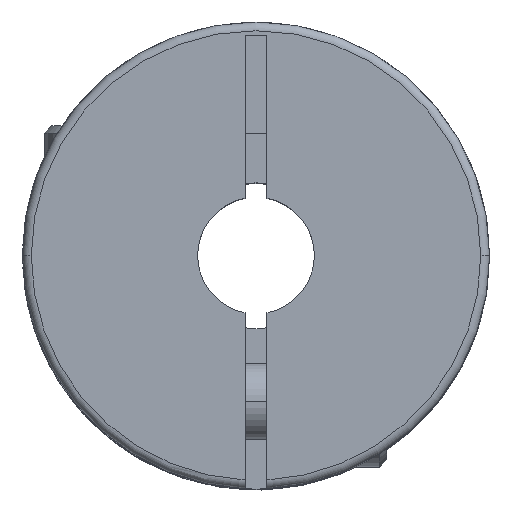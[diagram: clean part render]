
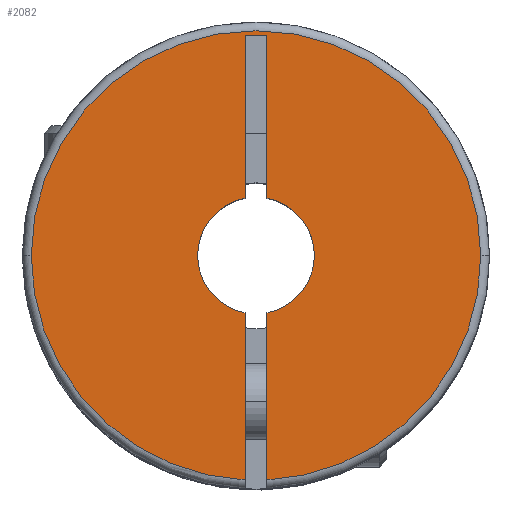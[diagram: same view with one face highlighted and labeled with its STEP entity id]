
A CAD part, top view. The second image highlights one B-rep face of the part: STEP entity #2082.
In plain terms, the highlighted planar face has unit normal (0, 0, 1).
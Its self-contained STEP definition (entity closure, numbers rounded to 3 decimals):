
#22 = ORIENTED_EDGE ( 'NONE', *, *, #650, .F. ) ;
#38 = CARTESIAN_POINT ( 'NONE',  ( 0.375, 1.965, 0. ) ) ;
#50 = CIRCLE ( 'NONE', #193, 7.7 ) ;
#74 = CARTESIAN_POINT ( 'NONE',  ( -2., 0., 0. ) ) ;
#112 = ORIENTED_EDGE ( 'NONE', *, *, #2529, .F. ) ;
#181 = CARTESIAN_POINT ( 'NONE',  ( -0.375, 7.55, 0. ) ) ;
#186 = LINE ( 'NONE', #1166, #1088 ) ;
#193 = AXIS2_PLACEMENT_3D ( 'NONE', #4166, #1235, #995 ) ;
#196 = DIRECTION ( 'NONE',  ( 0., -1., 0. ) ) ;
#330 = AXIS2_PLACEMENT_3D ( 'NONE', #511, #2776, #4091 ) ;
#363 = DIRECTION ( 'NONE',  ( 0., 0., -1. ) ) ;
#403 = CARTESIAN_POINT ( 'NONE',  ( 0., 0., 0. ) ) ;
#445 = PLANE ( 'NONE',  #3050 ) ;
#511 = CARTESIAN_POINT ( 'NONE',  ( 0., 0., 0. ) ) ;
#603 = VERTEX_POINT ( 'NONE', #655 ) ;
#650 = EDGE_CURVE ( 'NONE', #1637, #3792, #50, .T. ) ;
#655 = CARTESIAN_POINT ( 'NONE',  ( 0.375, 7.55, 0. ) ) ;
#693 = ORIENTED_EDGE ( 'NONE', *, *, #3153, .F. ) ;
#701 = DIRECTION ( 'NONE',  ( -1., 0., 0. ) ) ;
#732 = CIRCLE ( 'NONE', #1672, 7.7 ) ;
#748 = EDGE_CURVE ( 'NONE', #3056, #1621, #1475, .T. ) ;
#749 = DIRECTION ( 'NONE',  ( 0., 0., -1. ) ) ;
#783 = CARTESIAN_POINT ( 'NONE',  ( 7.7, 0., 0. ) ) ;
#864 = VERTEX_POINT ( 'NONE', #1078 ) ;
#869 = CARTESIAN_POINT ( 'NONE',  ( -0.375, 7.55, 0. ) ) ;
#881 = LINE ( 'NONE', #965, #3467 ) ;
#965 = CARTESIAN_POINT ( 'NONE',  ( 0.375, -8., 0. ) ) ;
#995 = DIRECTION ( 'NONE',  ( -1., 0., 0. ) ) ;
#1003 = VERTEX_POINT ( 'NONE', #2425 ) ;
#1078 = CARTESIAN_POINT ( 'NONE',  ( 0.375, -7.691, 0. ) ) ;
#1088 = VECTOR ( 'NONE', #3457, 1000. ) ;
#1124 = DIRECTION ( 'NONE',  ( 0., 0., -1. ) ) ;
#1166 = CARTESIAN_POINT ( 'NONE',  ( -0.375, 7.55, 0. ) ) ;
#1178 = CIRCLE ( 'NONE', #330, 2. ) ;
#1235 = DIRECTION ( 'NONE',  ( 0., 0., -1. ) ) ;
#1354 = EDGE_CURVE ( 'NONE', #2319, #3542, #1178, .T. ) ;
#1399 = ORIENTED_EDGE ( 'NONE', *, *, #3023, .T. ) ;
#1430 = CARTESIAN_POINT ( 'NONE',  ( 0., 0., 0. ) ) ;
#1435 = EDGE_CURVE ( 'NONE', #3056, #603, #881, .T. ) ;
#1475 = CIRCLE ( 'NONE', #2061, 2. ) ;
#1493 = LINE ( 'NONE', #869, #1690 ) ;
#1542 = VERTEX_POINT ( 'NONE', #1882 ) ;
#1550 = CARTESIAN_POINT ( 'NONE',  ( 0., 0., 0. ) ) ;
#1621 = VERTEX_POINT ( 'NONE', #3956 ) ;
#1637 = VERTEX_POINT ( 'NONE', #1984 ) ;
#1672 = AXIS2_PLACEMENT_3D ( 'NONE', #2470, #1124, #2430 ) ;
#1690 = VECTOR ( 'NONE', #196, 1000. ) ;
#1738 = AXIS2_PLACEMENT_3D ( 'NONE', #403, #363, #2620 ) ;
#1882 = CARTESIAN_POINT ( 'NONE',  ( -0.375, -7.691, 0. ) ) ;
#1960 = LINE ( 'NONE', #3609, #3583 ) ;
#1984 = CARTESIAN_POINT ( 'NONE',  ( -7.7, 0., 0. ) ) ;
#2015 = AXIS2_PLACEMENT_3D ( 'NONE', #1550, #4106, #2476 ) ;
#2061 = AXIS2_PLACEMENT_3D ( 'NONE', #2641, #3283, #3016 ) ;
#2074 = LINE ( 'NONE', #3040, #3793 ) ;
#2082 = ADVANCED_FACE ( 'NONE', ( #3356 ), #445, .F. ) ;
#2142 = CIRCLE ( 'NONE', #1738, 2. ) ;
#2181 = DIRECTION ( 'NONE',  ( 0., 1., 0. ) ) ;
#2195 = CARTESIAN_POINT ( 'NONE',  ( -0.375, -1.965, 0. ) ) ;
#2293 = EDGE_CURVE ( 'NONE', #1542, #1637, #3250, .T. ) ;
#2319 = VERTEX_POINT ( 'NONE', #2195 ) ;
#2425 = CARTESIAN_POINT ( 'NONE',  ( -0.375, 1.965, 0. ) ) ;
#2430 = DIRECTION ( 'NONE',  ( -1., 0., 0. ) ) ;
#2470 = CARTESIAN_POINT ( 'NONE',  ( 0., 0., 0. ) ) ;
#2476 = DIRECTION ( 'NONE',  ( -1., 0., 0. ) ) ;
#2529 = EDGE_CURVE ( 'NONE', #864, #1621, #2074, .T. ) ;
#2582 = EDGE_CURVE ( 'NONE', #3481, #1003, #186, .T. ) ;
#2620 = DIRECTION ( 'NONE',  ( -1., 0., 0. ) ) ;
#2641 = CARTESIAN_POINT ( 'NONE',  ( 0., 0., 0. ) ) ;
#2731 = ORIENTED_EDGE ( 'NONE', *, *, #2582, .F. ) ;
#2776 = DIRECTION ( 'NONE',  ( 0., 0., -1. ) ) ;
#2796 = EDGE_CURVE ( 'NONE', #2319, #1542, #1493, .T. ) ;
#2984 = EDGE_CURVE ( 'NONE', #603, #3481, #1960, .T. ) ;
#3016 = DIRECTION ( 'NONE',  ( -1., 0., 0. ) ) ;
#3017 = ORIENTED_EDGE ( 'NONE', *, *, #2293, .F. ) ;
#3023 = EDGE_CURVE ( 'NONE', #3542, #1003, #2142, .T. ) ;
#3040 = CARTESIAN_POINT ( 'NONE',  ( 0.375, -8., 0. ) ) ;
#3050 = AXIS2_PLACEMENT_3D ( 'NONE', #1430, #749, #3337 ) ;
#3056 = VERTEX_POINT ( 'NONE', #38 ) ;
#3122 = EDGE_LOOP ( 'NONE', ( #3017, #4200, #3671, #1399, #2731, #3268, #3274, #3914, #112, #693, #22 ) ) ;
#3153 = EDGE_CURVE ( 'NONE', #3792, #864, #732, .T. ) ;
#3250 = CIRCLE ( 'NONE', #2015, 7.7 ) ;
#3268 = ORIENTED_EDGE ( 'NONE', *, *, #2984, .F. ) ;
#3274 = ORIENTED_EDGE ( 'NONE', *, *, #1435, .F. ) ;
#3283 = DIRECTION ( 'NONE',  ( 0., 0., -1. ) ) ;
#3337 = DIRECTION ( 'NONE',  ( 0., -1., 0. ) ) ;
#3356 = FACE_OUTER_BOUND ( 'NONE', #3122, .T. ) ;
#3457 = DIRECTION ( 'NONE',  ( 0., -1., 0. ) ) ;
#3467 = VECTOR ( 'NONE', #2181, 1000. ) ;
#3481 = VERTEX_POINT ( 'NONE', #181 ) ;
#3542 = VERTEX_POINT ( 'NONE', #74 ) ;
#3583 = VECTOR ( 'NONE', #701, 1000. ) ;
#3609 = CARTESIAN_POINT ( 'NONE',  ( 0.375, 7.55, 0. ) ) ;
#3671 = ORIENTED_EDGE ( 'NONE', *, *, #1354, .T. ) ;
#3792 = VERTEX_POINT ( 'NONE', #783 ) ;
#3793 = VECTOR ( 'NONE', #4097, 1000. ) ;
#3914 = ORIENTED_EDGE ( 'NONE', *, *, #748, .T. ) ;
#3956 = CARTESIAN_POINT ( 'NONE',  ( 0.375, -1.965, 0. ) ) ;
#4091 = DIRECTION ( 'NONE',  ( -1., 0., 0. ) ) ;
#4097 = DIRECTION ( 'NONE',  ( 0., 1., 0. ) ) ;
#4106 = DIRECTION ( 'NONE',  ( 0., 0., -1. ) ) ;
#4166 = CARTESIAN_POINT ( 'NONE',  ( 0., 0., 0. ) ) ;
#4200 = ORIENTED_EDGE ( 'NONE', *, *, #2796, .F. ) ;
